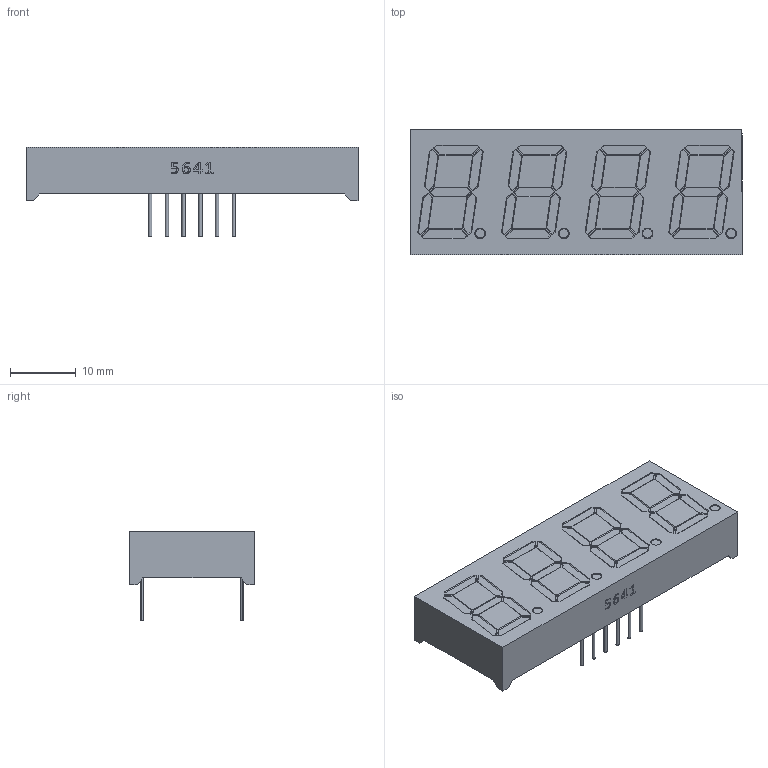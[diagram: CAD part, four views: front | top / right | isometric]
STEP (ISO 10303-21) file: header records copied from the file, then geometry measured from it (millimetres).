
FILE_DESCRIPTION (( 'STEP AP214' ), '1' );
FILE_NAME ('User Library-5641_w_o_color_jam.STEP', '2020-09-03T15:35:56', ( '' ), ( '' ), 'SwSTEP 2.0', 'SolidWorks 2020', '' );
FILE_SCHEMA (( 'AUTOMOTIVE_DESIGN' ));
Length unit declared in the file: millimetre
Products named in the file (1): User Library-5641_w_o_color_jam
Bounding box: 50.4 x 19 x 13.6 mm (x, y, z)
Volume: 5939 mm3; surface area: 3171.3 mm2
Topology: 13 solids, 13 shells, 500 faces, 1261 edges, 741 vertices
Faces by surface type: sphere 200, cylinder 196, plane 92, torus 8, bspline 4
Entity records: 19144 total; most frequent: DIRECTION 2755, CARTESIAN_POINT 2725, ORIENTED_EDGE 2290, EDGE_CURVE 1145, AXIS2_PLACEMENT_3D 1141, VERTEX_POINT 709, CIRCLE 644, EDGE_LOOP 538
